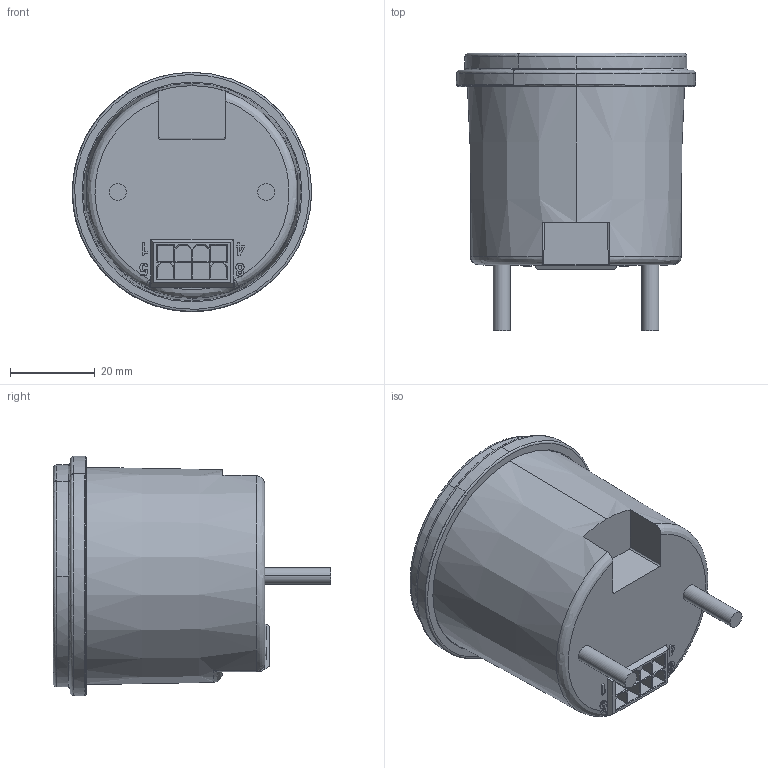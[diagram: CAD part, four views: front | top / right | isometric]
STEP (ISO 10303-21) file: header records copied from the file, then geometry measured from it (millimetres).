
FILE_DESCRIPTION (( 'STEP AP214' ), '1' );
FILE_NAME ('803R.STEP', '2020-04-16T22:19:28', ( '' ), ( '' ), 'SwSTEP 2.0', 'SolidWorks 2018', '' );
FILE_SCHEMA (( 'AUTOMOTIVE_DESIGN' ));
Length unit declared in the file: inch
Products named in the file (1): 803R
Bounding box: 56.41 x 65.5 x 56.44 mm (x, y, z)
Volume: 94921.3 mm3; surface area: 14718.1 mm2
Topology: 1 solids, 1 shells, 531 faces, 1302 edges, 842 vertices
Faces by surface type: plane 456, bspline 52, cylinder 19, cone 4
Entity records: 21218 total; most frequent: CARTESIAN_POINT 5445, ORIENTED_EDGE 2604, DIRECTION 2190, EDGE_CURVE 1302, LINE 1124, VECTOR 1124, VERTEX_POINT 842, EDGE_LOOP 600
